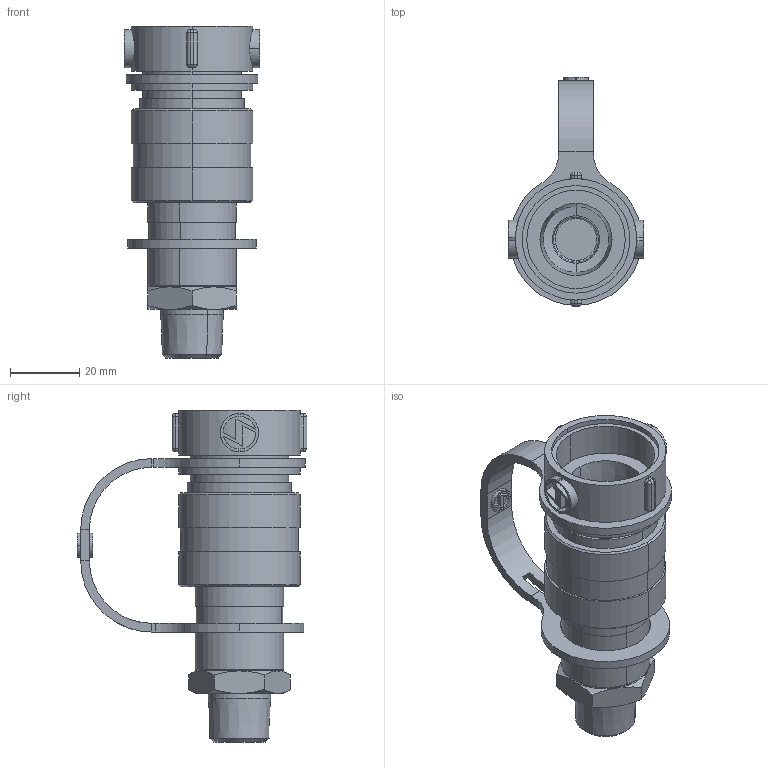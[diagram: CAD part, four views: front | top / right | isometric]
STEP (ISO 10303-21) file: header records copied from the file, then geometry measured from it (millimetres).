
FILE_DESCRIPTION (( 'STEP AP214' ), '1' );
FILE_NAME ('D0107.STEP', '2017-10-31T05:59:03', ( '' ), ( '' ), 'SwSTEP 2.0', 'SolidWorks 2017', '' );
FILE_SCHEMA (( 'AUTOMOTIVE_DESIGN' ));
Length unit declared in the file: millimetre
Products named in the file (1): D0107
Bounding box: 39 x 66.16 x 95.7 mm (x, y, z)
Volume: 49788.5 mm3; surface area: 32214.6 mm2
Topology: 7 solids, 7 shells, 441 faces, 1093 edges, 690 vertices
Faces by surface type: cylinder 150, plane 149, bspline 78, cone 40, torus 14, sphere 10
Entity records: 24348 total; most frequent: CARTESIAN_POINT 9446, ORIENTED_EDGE 2162, DIRECTION 1910, EDGE_CURVE 1081, AXIS2_PLACEMENT_3D 716, VERTEX_POINT 688, EDGE_LOOP 485, VECTOR 478
